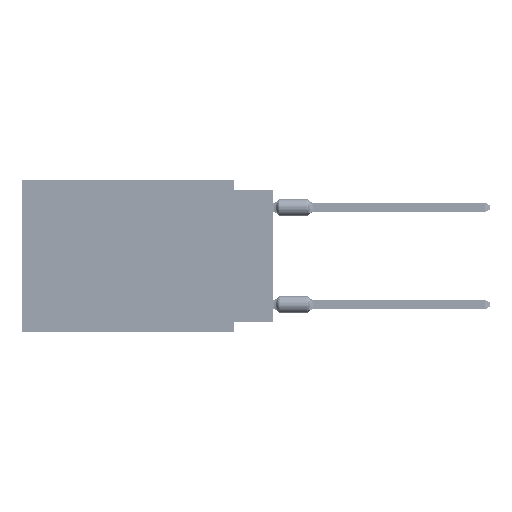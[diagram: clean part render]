
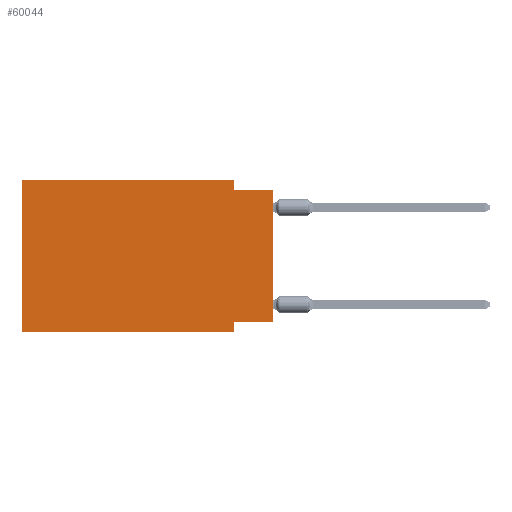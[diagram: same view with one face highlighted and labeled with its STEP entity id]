
A CAD part, left-side view. The second image highlights one B-rep face of the part: STEP entity #60044.
In plain terms, the highlighted planar face has unit normal (-1, 0, 0).
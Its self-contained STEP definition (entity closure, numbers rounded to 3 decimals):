
#172 = ORIENTED_EDGE ( 'NONE', *, *, #88810, .F. ) ;
#577 = VECTOR ( 'NONE', #82574, 1000. ) ;
#2606 = VERTEX_POINT ( 'NONE', #47368 ) ;
#3943 = ORIENTED_EDGE ( 'NONE', *, *, #67524, .F. ) ;
#4552 = CARTESIAN_POINT ( 'NONE',  ( 0., 16.383, 0. ) ) ;
#5984 = VERTEX_POINT ( 'NONE', #4552 ) ;
#7986 = CARTESIAN_POINT ( 'NONE',  ( 0., 0., -9.271 ) ) ;
#8824 = LINE ( 'NONE', #14776, #89233 ) ;
#13252 = CARTESIAN_POINT ( 'NONE',  ( 0., 2.54, -9.906 ) ) ;
#13393 = VECTOR ( 'NONE', #21208, 1000. ) ;
#14760 = VECTOR ( 'NONE', #70732, 1000. ) ;
#14776 = CARTESIAN_POINT ( 'NONE',  ( 0., 0., 0. ) ) ;
#15809 = VERTEX_POINT ( 'NONE', #79670 ) ;
#15927 = CARTESIAN_POINT ( 'NONE',  ( 0., 2.54, -0.635 ) ) ;
#18338 = ORIENTED_EDGE ( 'NONE', *, *, #67653, .F. ) ;
#19674 = VERTEX_POINT ( 'NONE', #15927 ) ;
#21208 = DIRECTION ( 'NONE',  ( 0., 1., 0. ) ) ;
#21540 = LINE ( 'NONE', #36086, #14760 ) ;
#25359 = DIRECTION ( 'NONE',  ( 0., 0., -1. ) ) ;
#26030 = LINE ( 'NONE', #13252, #74871 ) ;
#26842 = LINE ( 'NONE', #55057, #77155 ) ;
#27040 = VERTEX_POINT ( 'NONE', #39188 ) ;
#30208 = CARTESIAN_POINT ( 'NONE',  ( 0., 2.54, -9.906 ) ) ;
#30990 = ORIENTED_EDGE ( 'NONE', *, *, #32820, .T. ) ;
#31347 = EDGE_CURVE ( 'NONE', #80003, #27040, #8824, .T. ) ;
#32820 = EDGE_CURVE ( 'NONE', #2606, #52444, #40669, .T. ) ;
#32917 = ORIENTED_EDGE ( 'NONE', *, *, #74858, .F. ) ;
#34003 = FACE_OUTER_BOUND ( 'NONE', #63172, .T. ) ;
#36086 = CARTESIAN_POINT ( 'NONE',  ( 0., 0., -0.635 ) ) ;
#36246 = ORIENTED_EDGE ( 'NONE', *, *, #75833, .F. ) ;
#37123 = DIRECTION ( 'NONE',  ( 0., 0., 1. ) ) ;
#38021 = CARTESIAN_POINT ( 'NONE',  ( 0., 16.383, 0. ) ) ;
#38107 = LINE ( 'NONE', #86848, #58741 ) ;
#39188 = CARTESIAN_POINT ( 'NONE',  ( 0., 0., -0.635 ) ) ;
#40669 = LINE ( 'NONE', #55674, #577 ) ;
#41025 = VECTOR ( 'NONE', #37123, 1000. ) ;
#46055 = DIRECTION ( 'NONE',  ( 0., 0., -1. ) ) ;
#47219 = PLANE ( 'NONE',  #63383 ) ;
#47368 = CARTESIAN_POINT ( 'NONE',  ( 0., 16.383, -9.906 ) ) ;
#49653 = VERTEX_POINT ( 'NONE', #68416 ) ;
#49831 = DIRECTION ( 'NONE',  ( 0., 0., 1. ) ) ;
#50336 = LINE ( 'NONE', #38021, #41025 ) ;
#52444 = VERTEX_POINT ( 'NONE', #30208 ) ;
#53614 = DIRECTION ( 'NONE',  ( 0., 0., -1. ) ) ;
#54173 = DIRECTION ( 'NONE',  ( 0., -1., 0. ) ) ;
#54932 = LINE ( 'NONE', #7986, #13393 ) ;
#55057 = CARTESIAN_POINT ( 'NONE',  ( 0., 16.383, 0. ) ) ;
#55265 = ORIENTED_EDGE ( 'NONE', *, *, #66838, .F. ) ;
#55674 = CARTESIAN_POINT ( 'NONE',  ( 0., 16.383, -9.906 ) ) ;
#58741 = VECTOR ( 'NONE', #25359, 1000. ) ;
#60044 = ADVANCED_FACE ( 'NONE', ( #34003 ), #47219, .F. ) ;
#60915 = CARTESIAN_POINT ( 'NONE',  ( 0., 16.383, 0. ) ) ;
#63172 = EDGE_LOOP ( 'NONE', ( #64967, #55265, #32917, #172, #18338, #30990, #36246, #3943 ) ) ;
#63383 = AXIS2_PLACEMENT_3D ( 'NONE', #60915, #67763, #53614 ) ;
#64954 = CARTESIAN_POINT ( 'NONE',  ( 0., 0., -9.271 ) ) ;
#64967 = ORIENTED_EDGE ( 'NONE', *, *, #31347, .T. ) ;
#66838 = EDGE_CURVE ( 'NONE', #19674, #27040, #21540, .T. ) ;
#67524 = EDGE_CURVE ( 'NONE', #80003, #15809, #54932, .T. ) ;
#67653 = EDGE_CURVE ( 'NONE', #2606, #5984, #50336, .T. ) ;
#67763 = DIRECTION ( 'NONE',  ( 1., 0., 0. ) ) ;
#68416 = CARTESIAN_POINT ( 'NONE',  ( 0., 2.54, 0. ) ) ;
#70732 = DIRECTION ( 'NONE',  ( 0., -1., 0. ) ) ;
#74858 = EDGE_CURVE ( 'NONE', #49653, #19674, #38107, .T. ) ;
#74871 = VECTOR ( 'NONE', #46055, 1000. ) ;
#75833 = EDGE_CURVE ( 'NONE', #15809, #52444, #26030, .T. ) ;
#77155 = VECTOR ( 'NONE', #54173, 1000. ) ;
#79670 = CARTESIAN_POINT ( 'NONE',  ( 0., 2.54, -9.271 ) ) ;
#80003 = VERTEX_POINT ( 'NONE', #64954 ) ;
#82574 = DIRECTION ( 'NONE',  ( 0., -1., 0. ) ) ;
#86848 = CARTESIAN_POINT ( 'NONE',  ( 0., 2.54, 0. ) ) ;
#88810 = EDGE_CURVE ( 'NONE', #5984, #49653, #26842, .T. ) ;
#89233 = VECTOR ( 'NONE', #49831, 1000. ) ;
